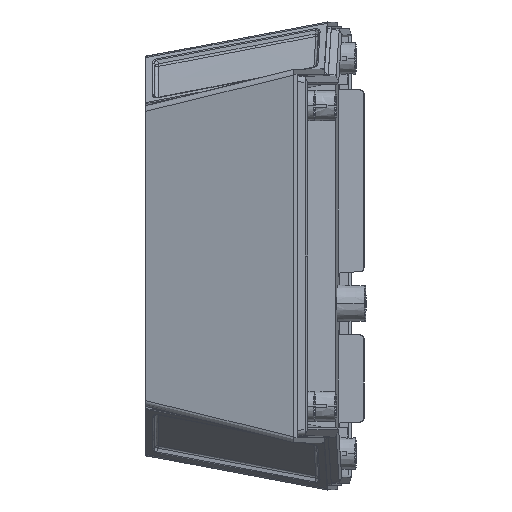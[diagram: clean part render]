
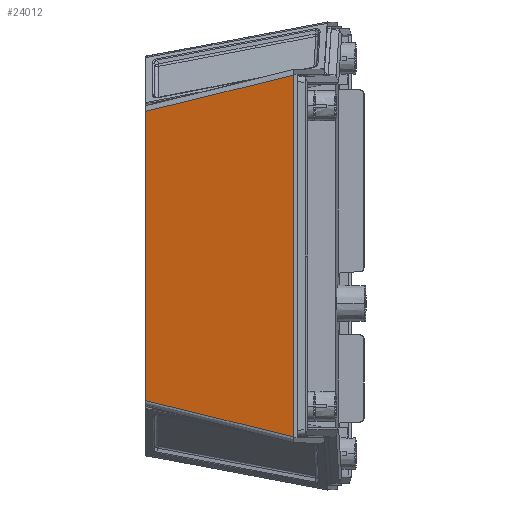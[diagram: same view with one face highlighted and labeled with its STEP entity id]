
A CAD part, left-side view. The second image highlights one B-rep face of the part: STEP entity #24012.
In plain terms, the highlighted planar face has unit normal (-0.974, 0.225, 0).
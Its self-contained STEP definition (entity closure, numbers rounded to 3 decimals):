
#2780 = B_SPLINE_CURVE_WITH_KNOTS ( 'NONE', 3,
 ( #33311, #44838, #12231, #46331 ),
 .UNSPECIFIED., .F., .F.,
 ( 4, 4 ),
 ( 0., 0.039 ),
 .UNSPECIFIED. ) ;
#2787 = CARTESIAN_POINT ( 'NONE',  ( -100.882, 50., -60. ) ) ;
#3041 = DIRECTION ( 'NONE',  ( 0., 0., 1. ) ) ;
#5526 = DIRECTION ( 'NONE',  ( 0., 0., 1. ) ) ;
#5700 = ORIENTED_EDGE ( 'NONE', *, *, #30540, .F. ) ;
#6017 = LINE ( 'NONE', #44620, #48676 ) ;
#7490 = CARTESIAN_POINT ( 'NONE',  ( -109.483, 12.746, -60. ) ) ;
#7602 = EDGE_CURVE ( 'NONE', #21674, #48036, #2780, .T. ) ;
#10529 = CARTESIAN_POINT ( 'NONE',  ( -109.483, 12.746, -45.756 ) ) ;
#10556 = B_SPLINE_CURVE_WITH_KNOTS ( 'NONE', 3,
 ( #19309, #11056, #41377, #41130 ),
 .UNSPECIFIED., .F., .F.,
 ( 4, 4 ),
 ( 0., 0.039 ),
 .UNSPECIFIED. ) ;
#11033 = DIRECTION ( 'NONE',  ( 0.974, -0.225, 0. ) ) ;
#11056 = CARTESIAN_POINT ( 'NONE',  ( -103.752, 37.569, -39.59 ) ) ;
#11675 = CARTESIAN_POINT ( 'NONE',  ( -109.483, 12.746, 45.756 ) ) ;
#12016 = CARTESIAN_POINT ( 'NONE',  ( -100.882, 50., -36.594 ) ) ;
#12231 = CARTESIAN_POINT ( 'NONE',  ( -103.752, 37.569, 39.59 ) ) ;
#13049 = EDGE_CURVE ( 'NONE', #32675, #37743, #10556, .T. ) ;
#15024 = FACE_OUTER_BOUND ( 'NONE', #45030, .T. ) ;
#17809 = LINE ( 'NONE', #2787, #39057 ) ;
#19287 = DIRECTION ( 'NONE',  ( 0.225, 0.974, 0. ) ) ;
#19309 = CARTESIAN_POINT ( 'NONE',  ( -100.882, 50., -36.594 ) ) ;
#21674 = VERTEX_POINT ( 'NONE', #11675 ) ;
#24012 = ADVANCED_FACE ( 'NONE', ( #15024 ), #46099, .F. ) ;
#30540 = EDGE_CURVE ( 'NONE', #32675, #48036, #17809, .T. ) ;
#32493 = EDGE_CURVE ( 'NONE', #37743, #21674, #6017, .T. ) ;
#32675 = VERTEX_POINT ( 'NONE', #12016 ) ;
#33311 = CARTESIAN_POINT ( 'NONE',  ( -109.483, 12.746, 45.756 ) ) ;
#36221 = ORIENTED_EDGE ( 'NONE', *, *, #32493, .T. ) ;
#37743 = VERTEX_POINT ( 'NONE', #10529 ) ;
#39057 = VECTOR ( 'NONE', #3041, 1000. ) ;
#40461 = ORIENTED_EDGE ( 'NONE', *, *, #7602, .T. ) ;
#40463 = ORIENTED_EDGE ( 'NONE', *, *, #13049, .T. ) ;
#41130 = CARTESIAN_POINT ( 'NONE',  ( -109.483, 12.746, -45.756 ) ) ;
#41377 = CARTESIAN_POINT ( 'NONE',  ( -106.619, 25.15, -42.64 ) ) ;
#41814 = CARTESIAN_POINT ( 'NONE',  ( -100.882, 50., 36.594 ) ) ;
#44620 = CARTESIAN_POINT ( 'NONE',  ( -109.483, 12.746, -60. ) ) ;
#44838 = CARTESIAN_POINT ( 'NONE',  ( -106.619, 25.15, 42.64 ) ) ;
#45030 = EDGE_LOOP ( 'NONE', ( #5700, #40463, #36221, #40461 ) ) ;
#45448 = AXIS2_PLACEMENT_3D ( 'NONE', #7490, #11033, #19287 ) ;
#46099 = PLANE ( 'NONE',  #45448 ) ;
#46331 = CARTESIAN_POINT ( 'NONE',  ( -100.882, 50., 36.594 ) ) ;
#48036 = VERTEX_POINT ( 'NONE', #41814 ) ;
#48676 = VECTOR ( 'NONE', #5526, 1000. ) ;
